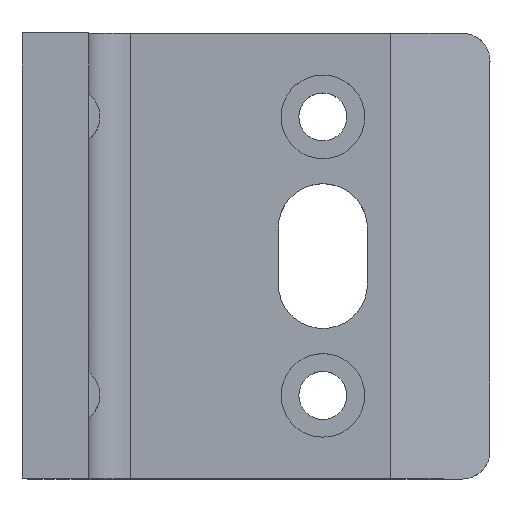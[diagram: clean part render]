
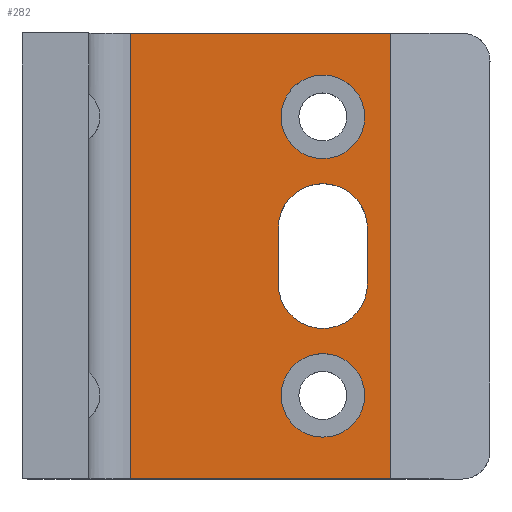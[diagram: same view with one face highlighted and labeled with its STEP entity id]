
A CAD part, top view. The second image highlights one B-rep face of the part: STEP entity #282.
In plain terms, the highlighted planar face has unit normal (0, 0, 1).
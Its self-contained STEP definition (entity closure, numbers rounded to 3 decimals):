
#14 = CARTESIAN_POINT ( 'NONE',  ( 2., 2.5, 4.5 ) ) ;
#26 = EDGE_CURVE ( 'NONE', #627, #214, #1199, .T. ) ;
#42 = EDGE_LOOP ( 'NONE', ( #186, #816, #667, #1376 ) ) ;
#67 = DIRECTION ( 'NONE',  ( 1., 0., 0. ) ) ;
#85 = EDGE_CURVE ( 'NONE', #487, #815, #229, .T. ) ;
#116 = CARTESIAN_POINT ( 'NONE',  ( 2.25, -12.5, 4.5 ) ) ;
#117 = VERTEX_POINT ( 'NONE', #372 ) ;
#135 = DIRECTION ( 'NONE',  ( 0., 0., -1. ) ) ;
#146 = ORIENTED_EDGE ( 'NONE', *, *, #1337, .T. ) ;
#148 = EDGE_CURVE ( 'NONE', #683, #214, #463, .T. ) ;
#151 = CARTESIAN_POINT ( 'NONE',  ( 12.1, 20., 4.5 ) ) ;
#186 = ORIENTED_EDGE ( 'NONE', *, *, #749, .T. ) ;
#207 = LINE ( 'NONE', #1188, #608 ) ;
#214 = VERTEX_POINT ( 'NONE', #1244 ) ;
#229 = LINE ( 'NONE', #769, #516 ) ;
#237 = CARTESIAN_POINT ( 'NONE',  ( 6., -12.5, 4.5 ) ) ;
#259 = FACE_BOUND ( 'NONE', #419, .T. ) ;
#264 = DIRECTION ( 'NONE',  ( 1., 0., 0. ) ) ;
#277 = CIRCLE ( 'NONE', #538, 4. ) ;
#282 = ADVANCED_FACE ( 'NONE', ( #479, #301, #259, #782 ), #740, .T. ) ;
#284 = ORIENTED_EDGE ( 'NONE', *, *, #519, .T. ) ;
#287 = VERTEX_POINT ( 'NONE', #1153 ) ;
#301 = FACE_BOUND ( 'NONE', #1030, .T. ) ;
#313 = CIRCLE ( 'NONE', #1142, 3.75 ) ;
#314 = DIRECTION ( 'NONE',  ( 0., 0., 1. ) ) ;
#328 = CARTESIAN_POINT ( 'NONE',  ( 10., -2.5, 4.5 ) ) ;
#347 = DIRECTION ( 'NONE',  ( 0., 0., -1. ) ) ;
#356 = CARTESIAN_POINT ( 'NONE',  ( 2.25, 12.5, 4.5 ) ) ;
#372 = CARTESIAN_POINT ( 'NONE',  ( 9.75, -12.5, 4.5 ) ) ;
#374 = CIRCLE ( 'NONE', #931, 3.75 ) ;
#414 = ORIENTED_EDGE ( 'NONE', *, *, #1114, .T. ) ;
#418 = EDGE_CURVE ( 'NONE', #683, #287, #712, .T. ) ;
#419 = EDGE_LOOP ( 'NONE', ( #1092, #846 ) ) ;
#422 = EDGE_CURVE ( 'NONE', #671, #487, #612, .T. ) ;
#443 = DIRECTION ( 'NONE',  ( 1., 0., 0. ) ) ;
#463 = LINE ( 'NONE', #1015, #1216 ) ;
#467 = CARTESIAN_POINT ( 'NONE',  ( 6., 2.5, 4.5 ) ) ;
#474 = CARTESIAN_POINT ( 'NONE',  ( 2., -2.5, 4.5 ) ) ;
#479 = FACE_OUTER_BOUND ( 'NONE', #42, .T. ) ;
#487 = VERTEX_POINT ( 'NONE', #474 ) ;
#516 = VECTOR ( 'NONE', #595, 1000. ) ;
#519 = EDGE_CURVE ( 'NONE', #1268, #928, #1195, .T. ) ;
#526 = EDGE_CURVE ( 'NONE', #1356, #671, #888, .T. ) ;
#538 = AXIS2_PLACEMENT_3D ( 'NONE', #467, #1196, #573 ) ;
#548 = DIRECTION ( 'NONE',  ( 1., 0., 0. ) ) ;
#564 = VECTOR ( 'NONE', #825, 1000. ) ;
#573 = DIRECTION ( 'NONE',  ( 1., 0., 0. ) ) ;
#595 = DIRECTION ( 'NONE',  ( 0., 1., 0. ) ) ;
#608 = VECTOR ( 'NONE', #966, 1000. ) ;
#612 = CIRCLE ( 'NONE', #1245, 4. ) ;
#623 = CARTESIAN_POINT ( 'NONE',  ( -11.25, 20., 4.5 ) ) ;
#627 = VERTEX_POINT ( 'NONE', #1378 ) ;
#649 = VERTEX_POINT ( 'NONE', #116 ) ;
#667 = ORIENTED_EDGE ( 'NONE', *, *, #148, .F. ) ;
#671 = VERTEX_POINT ( 'NONE', #328 ) ;
#683 = VERTEX_POINT ( 'NONE', #839 ) ;
#712 = LINE ( 'NONE', #151, #890 ) ;
#740 = PLANE ( 'NONE',  #1255 ) ;
#749 = EDGE_CURVE ( 'NONE', #287, #627, #207, .T. ) ;
#769 = CARTESIAN_POINT ( 'NONE',  ( 2., -2.5, 4.5 ) ) ;
#776 = AXIS2_PLACEMENT_3D ( 'NONE', #1357, #921, #67 ) ;
#782 = FACE_BOUND ( 'NONE', #1155, .T. ) ;
#788 = DIRECTION ( 'NONE',  ( 0., 1., 0. ) ) ;
#815 = VERTEX_POINT ( 'NONE', #14 ) ;
#816 = ORIENTED_EDGE ( 'NONE', *, *, #26, .T. ) ;
#825 = DIRECTION ( 'NONE',  ( 0., -1., 0. ) ) ;
#839 = CARTESIAN_POINT ( 'NONE',  ( 12.1, -20., 4.5 ) ) ;
#846 = ORIENTED_EDGE ( 'NONE', *, *, #1147, .T. ) ;
#857 = VECTOR ( 'NONE', #1192, 1000. ) ;
#888 = LINE ( 'NONE', #1232, #564 ) ;
#890 = VECTOR ( 'NONE', #788, 1000. ) ;
#897 = ORIENTED_EDGE ( 'NONE', *, *, #85, .T. ) ;
#898 = CARTESIAN_POINT ( 'NONE',  ( 6., -2.5, 4.5 ) ) ;
#921 = DIRECTION ( 'NONE',  ( 0., 0., -1. ) ) ;
#928 = VERTEX_POINT ( 'NONE', #1351 ) ;
#931 = AXIS2_PLACEMENT_3D ( 'NONE', #1185, #135, #548 ) ;
#966 = DIRECTION ( 'NONE',  ( -1., 0., 0. ) ) ;
#968 = CIRCLE ( 'NONE', #1381, 3.75 ) ;
#978 = DIRECTION ( 'NONE',  ( 1., 0., 0. ) ) ;
#1015 = CARTESIAN_POINT ( 'NONE',  ( -4.658, -20., 4.5 ) ) ;
#1030 = EDGE_LOOP ( 'NONE', ( #414, #284 ) ) ;
#1048 = DIRECTION ( 'NONE',  ( 1., 0., 0. ) ) ;
#1077 = ORIENTED_EDGE ( 'NONE', *, *, #422, .T. ) ;
#1090 = CARTESIAN_POINT ( 'NONE',  ( -11.25, 20., 4.5 ) ) ;
#1092 = ORIENTED_EDGE ( 'NONE', *, *, #1173, .T. ) ;
#1098 = CARTESIAN_POINT ( 'NONE',  ( 10., 2.5, 4.5 ) ) ;
#1114 = EDGE_CURVE ( 'NONE', #928, #1268, #374, .T. ) ;
#1117 = DIRECTION ( 'NONE',  ( -1., 0., 0. ) ) ;
#1142 = AXIS2_PLACEMENT_3D ( 'NONE', #237, #1190, #978 ) ;
#1147 = EDGE_CURVE ( 'NONE', #649, #117, #313, .T. ) ;
#1153 = CARTESIAN_POINT ( 'NONE',  ( 12.1, 20., 4.5 ) ) ;
#1155 = EDGE_LOOP ( 'NONE', ( #897, #146, #1223, #1077 ) ) ;
#1173 = EDGE_CURVE ( 'NONE', #117, #649, #968, .T. ) ;
#1185 = CARTESIAN_POINT ( 'NONE',  ( 6., 12.5, 4.5 ) ) ;
#1188 = CARTESIAN_POINT ( 'NONE',  ( -4.658, 20., 4.5 ) ) ;
#1190 = DIRECTION ( 'NONE',  ( 0., 0., -1. ) ) ;
#1192 = DIRECTION ( 'NONE',  ( 0., -1., 0. ) ) ;
#1195 = CIRCLE ( 'NONE', #776, 3.75 ) ;
#1196 = DIRECTION ( 'NONE',  ( 0., 0., -1. ) ) ;
#1199 = LINE ( 'NONE', #1090, #857 ) ;
#1216 = VECTOR ( 'NONE', #1117, 1000. ) ;
#1223 = ORIENTED_EDGE ( 'NONE', *, *, #526, .T. ) ;
#1232 = CARTESIAN_POINT ( 'NONE',  ( 10., 2.5, 4.5 ) ) ;
#1244 = CARTESIAN_POINT ( 'NONE',  ( -11.25, -20., 4.5 ) ) ;
#1245 = AXIS2_PLACEMENT_3D ( 'NONE', #898, #1330, #264 ) ;
#1255 = AXIS2_PLACEMENT_3D ( 'NONE', #623, #314, #1048 ) ;
#1268 = VERTEX_POINT ( 'NONE', #356 ) ;
#1330 = DIRECTION ( 'NONE',  ( 0., 0., -1. ) ) ;
#1337 = EDGE_CURVE ( 'NONE', #815, #1356, #277, .T. ) ;
#1351 = CARTESIAN_POINT ( 'NONE',  ( 9.75, 12.5, 4.5 ) ) ;
#1356 = VERTEX_POINT ( 'NONE', #1098 ) ;
#1357 = CARTESIAN_POINT ( 'NONE',  ( 6., 12.5, 4.5 ) ) ;
#1376 = ORIENTED_EDGE ( 'NONE', *, *, #418, .T. ) ;
#1378 = CARTESIAN_POINT ( 'NONE',  ( -11.25, 20., 4.5 ) ) ;
#1381 = AXIS2_PLACEMENT_3D ( 'NONE', #1384, #347, #443 ) ;
#1384 = CARTESIAN_POINT ( 'NONE',  ( 6., -12.5, 4.5 ) ) ;
